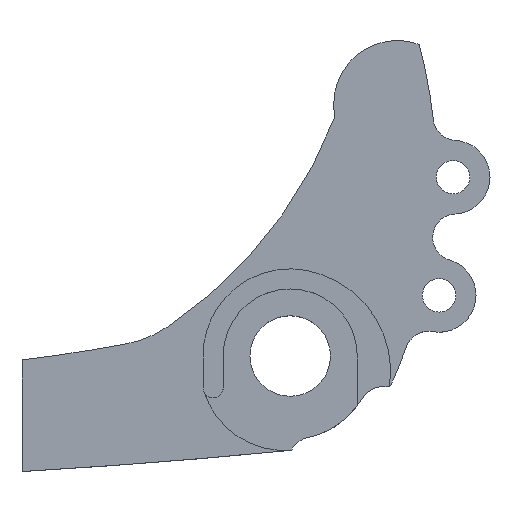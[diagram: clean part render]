
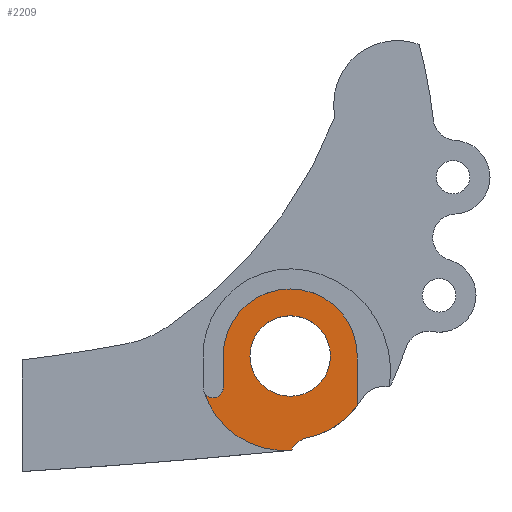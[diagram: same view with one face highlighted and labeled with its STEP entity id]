
A CAD part, top view. The second image highlights one B-rep face of the part: STEP entity #2209.
In plain terms, the highlighted planar face has unit normal (0, 0, 1).
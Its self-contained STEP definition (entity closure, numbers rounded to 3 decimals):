
#93 = LINE ( 'NONE', #330, #967 ) ;
#96 = CIRCLE ( 'NONE', #2097, 3.679 ) ;
#99 = CARTESIAN_POINT ( 'NONE',  ( 3.429, -15.76, 10.5 ) ) ;
#109 = DIRECTION ( 'NONE',  ( 1., 0., 0. ) ) ;
#116 = ORIENTED_EDGE ( 'NONE', *, *, #150, .T. ) ;
#127 = CIRCLE ( 'NONE', #1644, 6. ) ;
#150 = EDGE_CURVE ( 'NONE', #298, #1203, #769, .T. ) ;
#157 = DIRECTION ( 'NONE',  ( 1., 0., 0. ) ) ;
#211 = CARTESIAN_POINT ( 'NONE',  ( -0.838, -1.436, 10.5 ) ) ;
#258 = CARTESIAN_POINT ( 'NONE',  ( 0.17, -14.053, 10.5 ) ) ;
#284 = ORIENTED_EDGE ( 'NONE', *, *, #1877, .F. ) ;
#298 = VERTEX_POINT ( 'NONE', #714 ) ;
#330 = CARTESIAN_POINT ( 'NONE',  ( -10., 0., 10.5 ) ) ;
#362 = CARTESIAN_POINT ( 'NONE',  ( 10., -7.416, 10.5 ) ) ;
#368 = DIRECTION ( 'NONE',  ( 0., -1., 0. ) ) ;
#390 = DIRECTION ( 'NONE',  ( 1., 0., 0. ) ) ;
#396 = VECTOR ( 'NONE', #368, 1000. ) ;
#403 = EDGE_CURVE ( 'NONE', #904, #2435, #2556, .T. ) ;
#409 = AXIS2_PLACEMENT_3D ( 'NONE', #2098, #653, #610 ) ;
#416 = ORIENTED_EDGE ( 'NONE', *, *, #586, .F. ) ;
#465 = CARTESIAN_POINT ( 'NONE',  ( -10., 0., 10.5 ) ) ;
#512 = ORIENTED_EDGE ( 'NONE', *, *, #2038, .F. ) ;
#534 = CARTESIAN_POINT ( 'NONE',  ( 10., 0., 10.5 ) ) ;
#586 = EDGE_CURVE ( 'NONE', #2663, #1244, #1975, .T. ) ;
#610 = DIRECTION ( 'NONE',  ( 1., 0., 0. ) ) ;
#653 = DIRECTION ( 'NONE',  ( 0., 0., -1. ) ) ;
#714 = CARTESIAN_POINT ( 'NONE',  ( -12.934, -5.163, 10.5 ) ) ;
#746 = DIRECTION ( 'NONE',  ( 0., 0., 1. ) ) ;
#769 = CIRCLE ( 'NONE', #1616, 12.656 ) ;
#805 = VERTEX_POINT ( 'NONE', #1427 ) ;
#838 = EDGE_CURVE ( 'NONE', #904, #2265, #2624, .T. ) ;
#904 = VERTEX_POINT ( 'NONE', #2646 ) ;
#907 = DIRECTION ( 'NONE',  ( 0., -1., 0. ) ) ;
#916 = EDGE_CURVE ( 'NONE', #805, #2265, #1774, .T. ) ;
#967 = VECTOR ( 'NONE', #907, 1000. ) ;
#971 = CARTESIAN_POINT ( 'NONE',  ( 0., 0., 10.5 ) ) ;
#989 = PLANE ( 'NONE',  #2356 ) ;
#1002 = CARTESIAN_POINT ( 'NONE',  ( 6., 0., 10.5 ) ) ;
#1021 = DIRECTION ( 'NONE',  ( 0., 0., 1. ) ) ;
#1203 = VERTEX_POINT ( 'NONE', #258 ) ;
#1244 = VERTEX_POINT ( 'NONE', #1926 ) ;
#1295 = EDGE_CURVE ( 'NONE', #2435, #1462, #93, .T. ) ;
#1354 = DIRECTION ( 'NONE',  ( 0., 0., 1. ) ) ;
#1413 = CARTESIAN_POINT ( 'NONE',  ( 0., 0., 10.5 ) ) ;
#1427 = CARTESIAN_POINT ( 'NONE',  ( 2.647, -12.165, 10.5 ) ) ;
#1453 = CIRCLE ( 'NONE', #409, 1.5 ) ;
#1462 = VERTEX_POINT ( 'NONE', #1870 ) ;
#1521 = EDGE_LOOP ( 'NONE', ( #1747, #116, #512, #2654, #2222, #1944, #1816 ) ) ;
#1600 = FACE_OUTER_BOUND ( 'NONE', #1521, .T. ) ;
#1616 = AXIS2_PLACEMENT_3D ( 'NONE', #211, #2062, #2505 ) ;
#1624 = EDGE_LOOP ( 'NONE', ( #284, #416 ) ) ;
#1644 = AXIS2_PLACEMENT_3D ( 'NONE', #1851, #2047, #390 ) ;
#1747 = ORIENTED_EDGE ( 'NONE', *, *, #2413, .T. ) ;
#1754 = CARTESIAN_POINT ( 'NONE',  ( 0., 0., 10.5 ) ) ;
#1774 = CIRCLE ( 'NONE', #2216, 12.45 ) ;
#1816 = ORIENTED_EDGE ( 'NONE', *, *, #1295, .T. ) ;
#1851 = CARTESIAN_POINT ( 'NONE',  ( 0., 0., 10.5 ) ) ;
#1870 = CARTESIAN_POINT ( 'NONE',  ( -10., -4.721, 10.5 ) ) ;
#1877 = EDGE_CURVE ( 'NONE', #1244, #2663, #127, .T. ) ;
#1926 = CARTESIAN_POINT ( 'NONE',  ( -6., 0., 10.5 ) ) ;
#1943 = DIRECTION ( 'NONE',  ( 1., 0., 0. ) ) ;
#1944 = ORIENTED_EDGE ( 'NONE', *, *, #403, .T. ) ;
#1975 = CIRCLE ( 'NONE', #2283, 6. ) ;
#2038 = EDGE_CURVE ( 'NONE', #805, #1203, #96, .T. ) ;
#2047 = DIRECTION ( 'NONE',  ( 0., 0., 1. ) ) ;
#2062 = DIRECTION ( 'NONE',  ( 0., 0., 1. ) ) ;
#2097 = AXIS2_PLACEMENT_3D ( 'NONE', #99, #2330, #1943 ) ;
#2098 = CARTESIAN_POINT ( 'NONE',  ( -11.5, -4.721, 10.5 ) ) ;
#2201 = DIRECTION ( 'NONE',  ( 1., 0., 0. ) ) ;
#2209 = ADVANCED_FACE ( 'NONE', ( #2421, #1600 ), #989, .T. ) ;
#2216 = AXIS2_PLACEMENT_3D ( 'NONE', #1413, #1021, #157 ) ;
#2222 = ORIENTED_EDGE ( 'NONE', *, *, #838, .F. ) ;
#2231 = DIRECTION ( 'NONE',  ( 1., 0., 0. ) ) ;
#2265 = VERTEX_POINT ( 'NONE', #362 ) ;
#2283 = AXIS2_PLACEMENT_3D ( 'NONE', #971, #1354, #2201 ) ;
#2330 = DIRECTION ( 'NONE',  ( 0., 0., 1. ) ) ;
#2356 = AXIS2_PLACEMENT_3D ( 'NONE', #1754, #746, #2231 ) ;
#2413 = EDGE_CURVE ( 'NONE', #1462, #298, #1453, .T. ) ;
#2421 = FACE_BOUND ( 'NONE', #1624, .T. ) ;
#2435 = VERTEX_POINT ( 'NONE', #465 ) ;
#2505 = DIRECTION ( 'NONE',  ( 1., 0., 0. ) ) ;
#2512 = AXIS2_PLACEMENT_3D ( 'NONE', #2602, #2629, #109 ) ;
#2556 = CIRCLE ( 'NONE', #2512, 10. ) ;
#2602 = CARTESIAN_POINT ( 'NONE',  ( 0., 0., 10.5 ) ) ;
#2624 = LINE ( 'NONE', #534, #396 ) ;
#2629 = DIRECTION ( 'NONE',  ( 0., 0., 1. ) ) ;
#2646 = CARTESIAN_POINT ( 'NONE',  ( 10., 0., 10.5 ) ) ;
#2654 = ORIENTED_EDGE ( 'NONE', *, *, #916, .T. ) ;
#2663 = VERTEX_POINT ( 'NONE', #1002 ) ;
